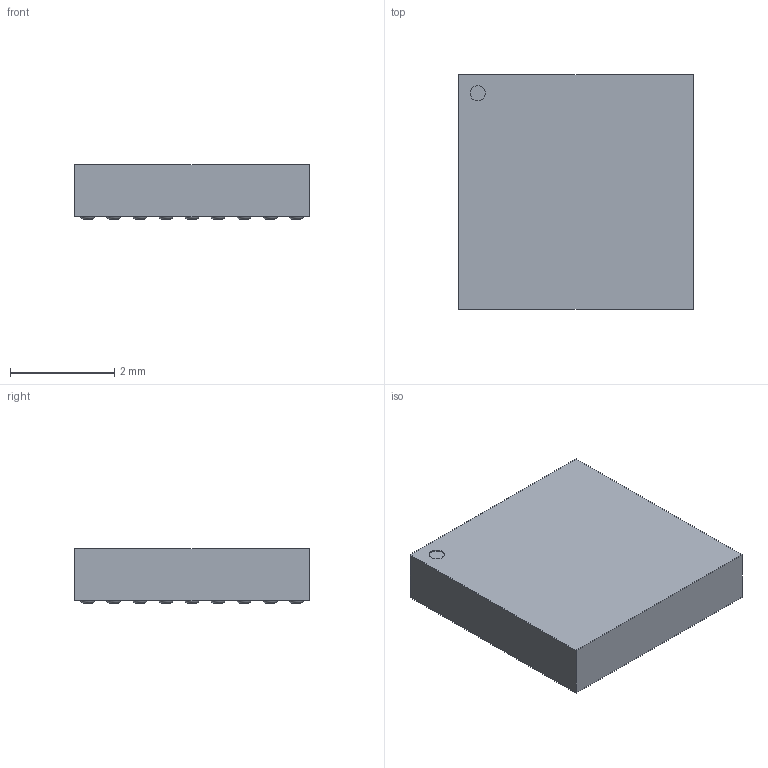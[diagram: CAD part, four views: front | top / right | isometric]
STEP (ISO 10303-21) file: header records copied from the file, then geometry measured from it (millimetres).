
FILE_DESCRIPTION(/* description */ ('Unknown'),/* implementation_level */ '2;1');
FILE_NAME(/* name */ 'MIA-M10Q-00B',/* time_stamp */ '2022-12-06T10:14:34+02:00',/* author */ ('Unknown'),/* organization */ ('Unknown'),/* preprocessor_version */ 'ST-DEVELOPER v18.102',/* originating_system */ 'Solid Edge',/* authorisation */ 'Unknown');
FILE_SCHEMA (('AUTOMOTIVE_DESIGN {1 0 10303 214 3 1 1}'));
Length unit declared in the file: millimetre
Products named in the file (1): MIA-M10Q-00B
Bounding box: 4.5 x 4.5 x 1.04 mm (x, y, z)
Volume: 20.3 mm3; surface area: 59.3 mm2
Topology: 1 solids, 1 shells, 104 faces, 159 edges, 106 vertices
Faces by surface type: plane 55, torus 48, cylinder 1
Full cylindrical faces by diameter (mm): 0.291 x1
Entity records: 2868 total; most frequent: DIRECTION 418, CARTESIAN_POINT 321, ORIENTED_EDGE 220, AXIS2_PLACEMENT_3D 203, EDGE_LOOP 202, FACE_BOUND 202, EDGE_CURVE 110, VERTEX_POINT 106
